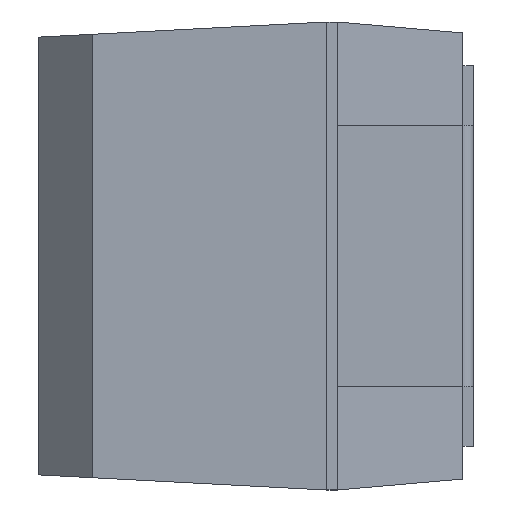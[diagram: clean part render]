
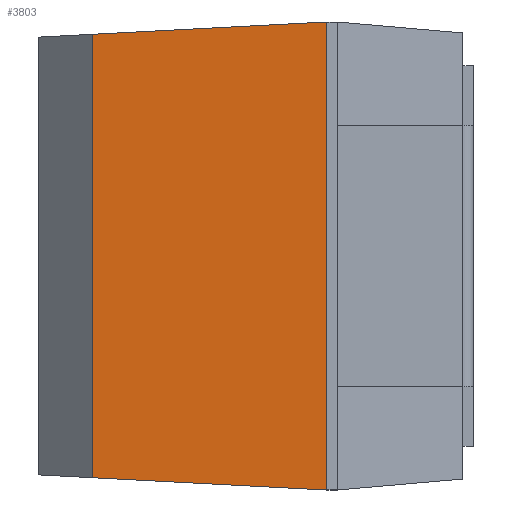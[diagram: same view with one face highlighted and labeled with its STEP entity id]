
A CAD part, left-side view. The second image highlights one B-rep face of the part: STEP entity #3803.
In plain terms, the highlighted planar face has unit normal (-0.999, 0.052, 0).
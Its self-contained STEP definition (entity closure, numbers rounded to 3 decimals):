
#117 = DIRECTION ( 'NONE',  ( -0.999, 0.052, 0. ) ) ;
#451 = ORIENTED_EDGE ( 'NONE', *, *, #3411, .F. ) ;
#658 = VERTEX_POINT ( 'NONE', #1803 ) ;
#848 = CARTESIAN_POINT ( 'NONE',  ( -3.537, 3.5, -2.037 ) ) ;
#1033 = CARTESIAN_POINT ( 'NONE',  ( -3.537, 3.5, 2.15 ) ) ;
#1036 = ORIENTED_EDGE ( 'NONE', *, *, #4881, .T. ) ;
#1101 = AXIS2_PLACEMENT_3D ( 'NONE', #5510, #117, #4566 ) ;
#1803 = CARTESIAN_POINT ( 'NONE',  ( -3.537, 3.5, 2.037 ) ) ;
#2715 = DIRECTION ( 'NONE',  ( -0.052, -0.997, 0.052 ) ) ;
#2809 = PLANE ( 'NONE',  #1101 ) ;
#2910 = VECTOR ( 'NONE', #2715, 1000. ) ;
#3079 = CARTESIAN_POINT ( 'NONE',  ( -3.65, 1.35, 2.15 ) ) ;
#3163 = CARTESIAN_POINT ( 'NONE',  ( -3.65, 1.35, -2.15 ) ) ;
#3293 = VERTEX_POINT ( 'NONE', #4235 ) ;
#3362 = EDGE_CURVE ( 'NONE', #3615, #3293, #4692, .T. ) ;
#3411 = EDGE_CURVE ( 'NONE', #658, #3293, #5415, .T. ) ;
#3615 = VERTEX_POINT ( 'NONE', #3163 ) ;
#3632 = ORIENTED_EDGE ( 'NONE', *, *, #3362, .T. ) ;
#3707 = CARTESIAN_POINT ( 'NONE',  ( -3.65, 1.35, -2.15 ) ) ;
#3803 = ADVANCED_FACE ( 'NONE', ( #3941 ), #2809, .T. ) ;
#3811 = CARTESIAN_POINT ( 'NONE',  ( -3.537, 3.5, 2.037 ) ) ;
#3822 = VECTOR ( 'NONE', #4299, 1000. ) ;
#3875 = EDGE_LOOP ( 'NONE', ( #3632, #451, #1036, #6835 ) ) ;
#3941 = FACE_OUTER_BOUND ( 'NONE', #3875, .T. ) ;
#4235 = CARTESIAN_POINT ( 'NONE',  ( -3.65, 1.35, 2.15 ) ) ;
#4274 = VECTOR ( 'NONE', #6855, 1000. ) ;
#4299 = DIRECTION ( 'NONE',  ( 0., 0., -1. ) ) ;
#4566 = DIRECTION ( 'NONE',  ( -0.052, -0.999, 0. ) ) ;
#4692 = LINE ( 'NONE', #3079, #4274 ) ;
#4758 = LINE ( 'NONE', #3707, #4888 ) ;
#4869 = LINE ( 'NONE', #1033, #3822 ) ;
#4881 = EDGE_CURVE ( 'NONE', #658, #5733, #4869, .T. ) ;
#4888 = VECTOR ( 'NONE', #5379, 1000. ) ;
#5379 = DIRECTION ( 'NONE',  ( 0.052, 0.997, 0.052 ) ) ;
#5415 = LINE ( 'NONE', #3811, #2910 ) ;
#5510 = CARTESIAN_POINT ( 'NONE',  ( -3.65, 1.35, 2.15 ) ) ;
#5733 = VERTEX_POINT ( 'NONE', #848 ) ;
#6458 = EDGE_CURVE ( 'NONE', #3615, #5733, #4758, .T. ) ;
#6835 = ORIENTED_EDGE ( 'NONE', *, *, #6458, .F. ) ;
#6855 = DIRECTION ( 'NONE',  ( 0., 0., 1. ) ) ;
